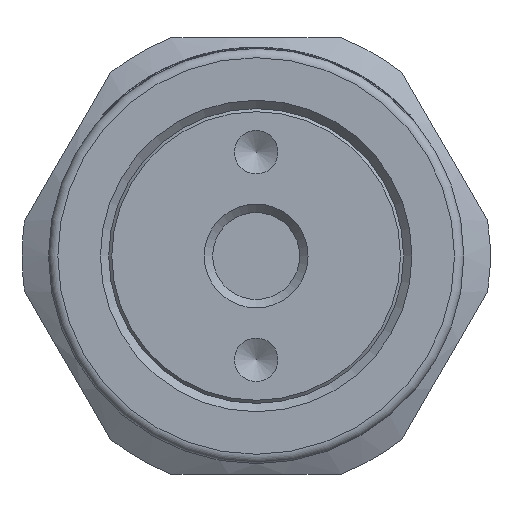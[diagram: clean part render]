
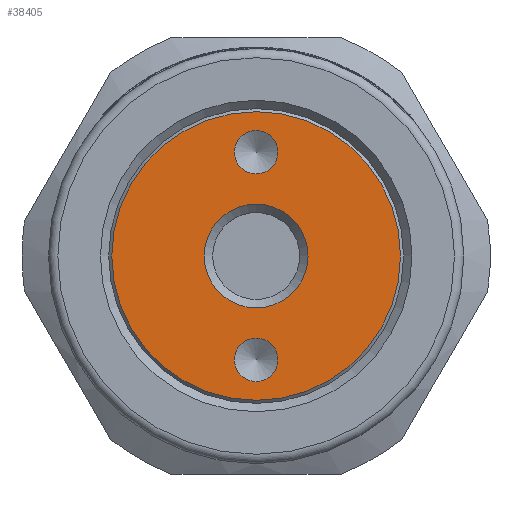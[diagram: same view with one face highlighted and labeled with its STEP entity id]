
A CAD part, left-side view. The second image highlights one B-rep face of the part: STEP entity #38405.
In plain terms, the highlighted planar face has unit normal (-1, 0, 0).
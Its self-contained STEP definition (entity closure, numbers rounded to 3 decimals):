
#38243=CARTESIAN_POINT('',(-93.5,0.,13.9));
#38244=VERTEX_POINT('',#38243);
#38245=CARTESIAN_POINT('',(-93.5,0.,0.));
#38246=DIRECTION('',(1.0,0.0,0.0));
#38247=DIRECTION('',(0.0,0.0,-1.0));
#38248=AXIS2_PLACEMENT_3D('',#38245,#38246,#38247);
#38249=CIRCLE('',#38248,13.9);
#38250=EDGE_CURVE('',#38244,#38244,#38249,.T.);
#38271=CARTESIAN_POINT('',(-93.5,0.,5.));
#38272=VERTEX_POINT('',#38271);
#38273=CARTESIAN_POINT('',(-93.5,0.,0.));
#38274=DIRECTION('',(1.0,0.0,0.0));
#38275=DIRECTION('',(0.0,0.0,1.0));
#38276=AXIS2_PLACEMENT_3D('',#38273,#38274,#38275);
#38277=CIRCLE('',#38276,5.);
#38278=EDGE_CURVE('',#38272,#38272,#38277,.T.);
#38336=CARTESIAN_POINT('',(-93.5,2.1,10.));
#38337=VERTEX_POINT('',#38336);
#38338=CARTESIAN_POINT('',(-93.5,0.,10.));
#38339=DIRECTION('',(1.0,0.0,0.0));
#38340=DIRECTION('',(0.0,1.0,0.0));
#38341=AXIS2_PLACEMENT_3D('',#38338,#38339,#38340);
#38342=CIRCLE('',#38341,2.1);
#38343=EDGE_CURVE('',#38337,#38337,#38342,.T.);
#38373=CARTESIAN_POINT('',(-93.5,-2.1,-10.));
#38374=VERTEX_POINT('',#38373);
#38375=CARTESIAN_POINT('',(-93.5,0.,-10.));
#38376=DIRECTION('',(1.0,0.0,0.0));
#38377=DIRECTION('',(0.0,-1.0,0.0));
#38378=AXIS2_PLACEMENT_3D('',#38375,#38376,#38377);
#38379=CIRCLE('',#38378,2.1);
#38380=EDGE_CURVE('',#38374,#38374,#38379,.T.);
#38388=CARTESIAN_POINT('',(-93.5,0.,7.5));
#38389=DIRECTION('',(-1.0,0.0,0.0));
#38390=DIRECTION('',(0.0,-1.0,0.0));
#38391=AXIS2_PLACEMENT_3D('',#38388,#38389,#38390);
#38392=PLANE('',#38391);
#38393=ORIENTED_EDGE('',*,*,#38250,.F.);
#38394=EDGE_LOOP('',(#38393));
#38395=FACE_OUTER_BOUND('',#38394,.T.);
#38396=ORIENTED_EDGE('',*,*,#38278,.T.);
#38397=EDGE_LOOP('',(#38396));
#38398=FACE_BOUND('',#38397,.T.);
#38399=ORIENTED_EDGE('',*,*,#38343,.T.);
#38400=EDGE_LOOP('',(#38399));
#38401=FACE_BOUND('',#38400,.T.);
#38402=ORIENTED_EDGE('',*,*,#38380,.T.);
#38403=EDGE_LOOP('',(#38402));
#38404=FACE_BOUND('',#38403,.T.);
#38405=ADVANCED_FACE('',(#38395,#38398,#38401,#38404),#38392,.T.);
